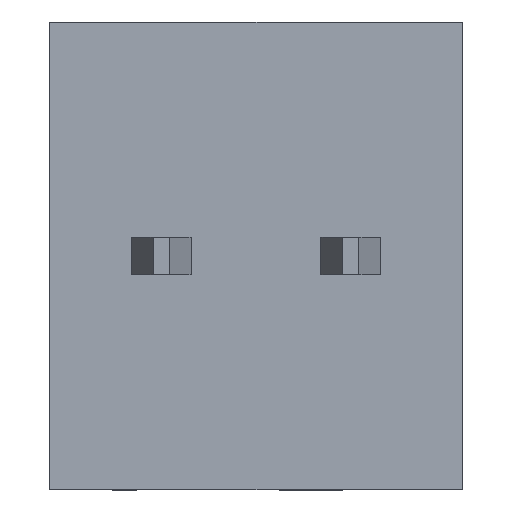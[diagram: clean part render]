
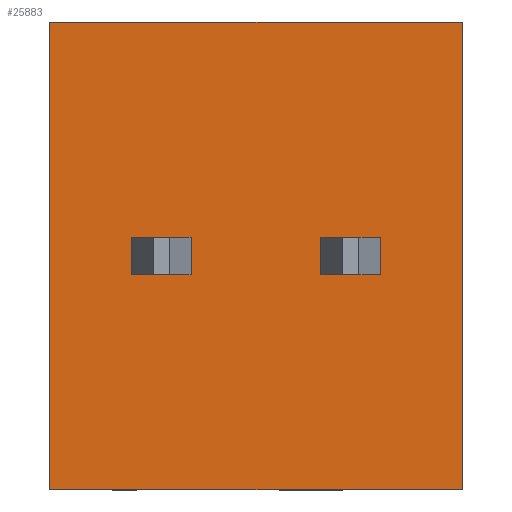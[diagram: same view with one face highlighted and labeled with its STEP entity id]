
A CAD part, front view. The second image highlights one B-rep face of the part: STEP entity #25883.
In plain terms, the highlighted planar face has unit normal (0, -1, 0).
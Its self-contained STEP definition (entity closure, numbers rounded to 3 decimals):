
#43 = VERTEX_POINT ( 'NONE', #20999 ) ;
#171 = VECTOR ( 'NONE', #8984, 1000. ) ;
#304 = LINE ( 'NONE', #24969, #13902 ) ;
#1246 = CARTESIAN_POINT ( 'NONE',  ( 4.035, 0., 3.135 ) ) ;
#1493 = DIRECTION ( 'NONE',  ( -1., 0., 0. ) ) ;
#1884 = VECTOR ( 'NONE', #2507, 1000. ) ;
#2507 = DIRECTION ( 'NONE',  ( -1., 0., 0. ) ) ;
#3731 = CARTESIAN_POINT ( 'NONE',  ( -1.495, 0., 3.135 ) ) ;
#3826 = CARTESIAN_POINT ( 'NONE',  ( -0.4, 0., 0.25 ) ) ;
#4087 = EDGE_CURVE ( 'NONE', #43, #4944, #6943, .T. ) ;
#4264 = VERTEX_POINT ( 'NONE', #20683 ) ;
#4621 = CARTESIAN_POINT ( 'NONE',  ( 2.14, 0., -0.25 ) ) ;
#4756 = EDGE_CURVE ( 'NONE', #21262, #12076, #6027, .T. ) ;
#4944 = VERTEX_POINT ( 'NONE', #17804 ) ;
#5104 = EDGE_CURVE ( 'NONE', #25591, #19843, #15477, .T. ) ;
#5343 = DIRECTION ( 'NONE',  ( -1., 0., 0. ) ) ;
#5723 = EDGE_CURVE ( 'NONE', #19597, #4264, #19131, .T. ) ;
#5972 = VECTOR ( 'NONE', #17598, 1000. ) ;
#6027 = LINE ( 'NONE', #16485, #17351 ) ;
#6164 = AXIS2_PLACEMENT_3D ( 'NONE', #8903, #11298, #19453 ) ;
#6391 = DIRECTION ( 'NONE',  ( 1., 0., 0. ) ) ;
#6715 = DIRECTION ( 'NONE',  ( 1., 0., 0. ) ) ;
#6943 = LINE ( 'NONE', #19021, #171 ) ;
#7406 = EDGE_CURVE ( 'NONE', #12076, #25591, #15046, .T. ) ;
#7476 = VECTOR ( 'NONE', #6391, 1000. ) ;
#7821 = LINE ( 'NONE', #19859, #10247 ) ;
#8903 = CARTESIAN_POINT ( 'NONE',  ( -1.495, 0., -3.135 ) ) ;
#8984 = DIRECTION ( 'NONE',  ( 0., 0., 1. ) ) ;
#9503 = EDGE_CURVE ( 'NONE', #19843, #21262, #13779, .T. ) ;
#9644 = CARTESIAN_POINT ( 'NONE',  ( 0.4, 0., -0.25 ) ) ;
#10005 = CARTESIAN_POINT ( 'NONE',  ( 4.035, 0., -3.135 ) ) ;
#10247 = VECTOR ( 'NONE', #1493, 1000. ) ;
#10491 = ORIENTED_EDGE ( 'NONE', *, *, #5723, .F. ) ;
#10673 = EDGE_CURVE ( 'NONE', #20182, #23155, #17466, .T. ) ;
#10876 = CARTESIAN_POINT ( 'NONE',  ( 2.14, 0., 0.25 ) ) ;
#11093 = ORIENTED_EDGE ( 'NONE', *, *, #19003, .F. ) ;
#11178 = PLANE ( 'NONE',  #6164 ) ;
#11236 = ORIENTED_EDGE ( 'NONE', *, *, #24187, .F. ) ;
#11267 = ORIENTED_EDGE ( 'NONE', *, *, #9503, .F. ) ;
#11298 = DIRECTION ( 'NONE',  ( 0., -1., 0. ) ) ;
#11390 = EDGE_LOOP ( 'NONE', ( #12226, #11848, #11236, #19962 ) ) ;
#11426 = FACE_OUTER_BOUND ( 'NONE', #23151, .T. ) ;
#11848 = ORIENTED_EDGE ( 'NONE', *, *, #4087, .F. ) ;
#12029 = DIRECTION ( 'NONE',  ( 0., 0., -1. ) ) ;
#12076 = VERTEX_POINT ( 'NONE', #3731 ) ;
#12226 = ORIENTED_EDGE ( 'NONE', *, *, #15743, .F. ) ;
#12622 = CARTESIAN_POINT ( 'NONE',  ( 2.14, 0., -0.25 ) ) ;
#13415 = FACE_BOUND ( 'NONE', #11390, .T. ) ;
#13546 = FACE_BOUND ( 'NONE', #19878, .T. ) ;
#13743 = EDGE_CURVE ( 'NONE', #4264, #18821, #26214, .T. ) ;
#13779 = LINE ( 'NONE', #19935, #13979 ) ;
#13902 = VECTOR ( 'NONE', #25107, 1000. ) ;
#13979 = VECTOR ( 'NONE', #5343, 1000. ) ;
#14070 = VECTOR ( 'NONE', #24961, 1000. ) ;
#14818 = CARTESIAN_POINT ( 'NONE',  ( -0.4, 0., 0.25 ) ) ;
#14959 = LINE ( 'NONE', #4621, #7476 ) ;
#15046 = LINE ( 'NONE', #18953, #14070 ) ;
#15280 = LINE ( 'NONE', #23158, #24726 ) ;
#15352 = DIRECTION ( 'NONE',  ( 0., 0., -1. ) ) ;
#15390 = CARTESIAN_POINT ( 'NONE',  ( 0.4, 0., 0.25 ) ) ;
#15467 = ORIENTED_EDGE ( 'NONE', *, *, #5104, .F. ) ;
#15477 = LINE ( 'NONE', #22013, #21135 ) ;
#15599 = CARTESIAN_POINT ( 'NONE',  ( -0.4, 0., -0.25 ) ) ;
#15743 = EDGE_CURVE ( 'NONE', #4944, #20182, #7821, .T. ) ;
#16220 = DIRECTION ( 'NONE',  ( 0., 0., 1. ) ) ;
#16485 = CARTESIAN_POINT ( 'NONE',  ( -1.495, 0., 3.135 ) ) ;
#16529 = CARTESIAN_POINT ( 'NONE',  ( -1.495, 0., -3.135 ) ) ;
#16693 = EDGE_CURVE ( 'NONE', #18821, #19628, #15280, .T. ) ;
#17030 = ORIENTED_EDGE ( 'NONE', *, *, #13743, .F. ) ;
#17351 = VECTOR ( 'NONE', #16220, 1000. ) ;
#17466 = LINE ( 'NONE', #23592, #5972 ) ;
#17598 = DIRECTION ( 'NONE',  ( 0., 0., -1. ) ) ;
#17804 = CARTESIAN_POINT ( 'NONE',  ( 2.94, 0., 0.25 ) ) ;
#18723 = VECTOR ( 'NONE', #12029, 1000. ) ;
#18821 = VERTEX_POINT ( 'NONE', #15599 ) ;
#18953 = CARTESIAN_POINT ( 'NONE',  ( -1.495, 0., 3.135 ) ) ;
#19003 = EDGE_CURVE ( 'NONE', #19628, #19597, #304, .T. ) ;
#19021 = CARTESIAN_POINT ( 'NONE',  ( 2.94, 0., 0.25 ) ) ;
#19131 = LINE ( 'NONE', #14818, #1884 ) ;
#19419 = ORIENTED_EDGE ( 'NONE', *, *, #7406, .F. ) ;
#19453 = DIRECTION ( 'NONE',  ( 0., 0., -1. ) ) ;
#19597 = VERTEX_POINT ( 'NONE', #15390 ) ;
#19628 = VERTEX_POINT ( 'NONE', #9644 ) ;
#19843 = VERTEX_POINT ( 'NONE', #10005 ) ;
#19859 = CARTESIAN_POINT ( 'NONE',  ( 2.14, 0., 0.25 ) ) ;
#19878 = EDGE_LOOP ( 'NONE', ( #10491, #11093, #22516, #17030 ) ) ;
#19935 = CARTESIAN_POINT ( 'NONE',  ( -1.495, 0., -3.135 ) ) ;
#19962 = ORIENTED_EDGE ( 'NONE', *, *, #10673, .F. ) ;
#20182 = VERTEX_POINT ( 'NONE', #10876 ) ;
#20683 = CARTESIAN_POINT ( 'NONE',  ( -0.4, 0., 0.25 ) ) ;
#20999 = CARTESIAN_POINT ( 'NONE',  ( 2.94, 0., -0.25 ) ) ;
#21135 = VECTOR ( 'NONE', #15352, 1000. ) ;
#21262 = VERTEX_POINT ( 'NONE', #16529 ) ;
#21866 = ORIENTED_EDGE ( 'NONE', *, *, #4756, .F. ) ;
#22013 = CARTESIAN_POINT ( 'NONE',  ( 4.035, 0., 3.135 ) ) ;
#22516 = ORIENTED_EDGE ( 'NONE', *, *, #16693, .F. ) ;
#23151 = EDGE_LOOP ( 'NONE', ( #15467, #19419, #21866, #11267 ) ) ;
#23155 = VERTEX_POINT ( 'NONE', #12622 ) ;
#23158 = CARTESIAN_POINT ( 'NONE',  ( -0.4, 0., -0.25 ) ) ;
#23592 = CARTESIAN_POINT ( 'NONE',  ( 2.14, 0., 0.25 ) ) ;
#24187 = EDGE_CURVE ( 'NONE', #23155, #43, #14959, .T. ) ;
#24726 = VECTOR ( 'NONE', #6715, 1000. ) ;
#24961 = DIRECTION ( 'NONE',  ( 1., 0., 0. ) ) ;
#24969 = CARTESIAN_POINT ( 'NONE',  ( 0.4, 0., 0.25 ) ) ;
#25107 = DIRECTION ( 'NONE',  ( 0., 0., 1. ) ) ;
#25591 = VERTEX_POINT ( 'NONE', #1246 ) ;
#25883 = ADVANCED_FACE ( 'NONE', ( #11426, #13546, #13415 ), #11178, .T. ) ;
#26214 = LINE ( 'NONE', #3826, #18723 ) ;
